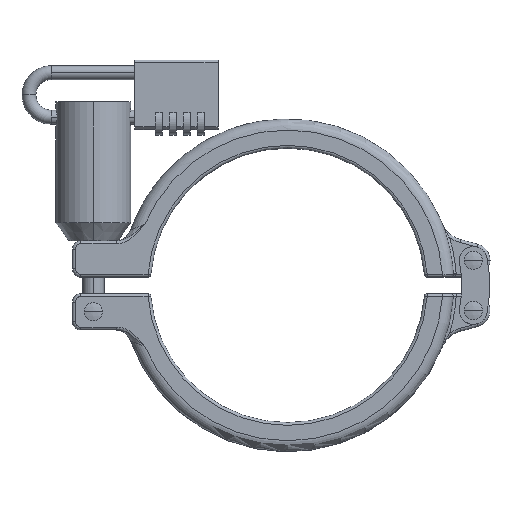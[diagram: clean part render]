
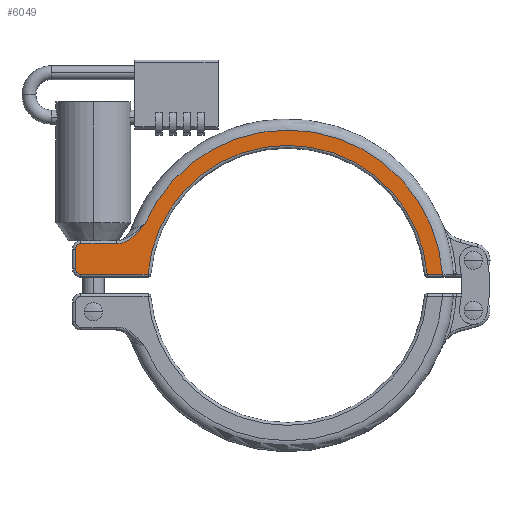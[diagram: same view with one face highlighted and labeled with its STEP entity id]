
A CAD part, top view. The second image highlights one B-rep face of the part: STEP entity #6049.
In plain terms, the highlighted planar face has unit normal (0, 0, 1).
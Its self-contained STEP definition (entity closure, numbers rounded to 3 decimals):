
#83 = LINE ( 'NONE', #1001, #2923 ) ;
#362 = CARTESIAN_POINT ( 'NONE',  ( -74.35, 6., 8.5 ) ) ;
#406 = CARTESIAN_POINT ( 'NONE',  ( 50.191, 4., 8.5 ) ) ;
#718 = DIRECTION ( 'NONE',  ( 1., 0., 0. ) ) ;
#820 = CARTESIAN_POINT ( 'NONE',  ( -52.701, 20.356, 8.5 ) ) ;
#967 = VERTEX_POINT ( 'NONE', #13898 ) ;
#1001 = CARTESIAN_POINT ( 'NONE',  ( 55.769, 4., 8.5 ) ) ;
#1044 = CARTESIAN_POINT ( 'NONE',  ( -58.681, 15.532, 8.5 ) ) ;
#1132 = ORIENTED_EDGE ( 'NONE', *, *, #1836, .T. ) ;
#1210 = FACE_OUTER_BOUND ( 'NONE', #7245, .T. ) ;
#1355 = DIRECTION ( 'NONE',  ( 1., 0., 0. ) ) ;
#1396 = AXIS2_PLACEMENT_3D ( 'NONE', #362, #10730, #4798 ) ;
#1488 = DIRECTION ( 'NONE',  ( 0., 0., 1. ) ) ;
#1604 = CARTESIAN_POINT ( 'NONE',  ( -76.35, 6., 8.5 ) ) ;
#1836 = EDGE_CURVE ( 'NONE', #11574, #10577, #6983, .T. ) ;
#2092 = CARTESIAN_POINT ( 'NONE',  ( -61.034, 15., 8.5 ) ) ;
#2375 = VERTEX_POINT ( 'NONE', #5374 ) ;
#2412 = EDGE_CURVE ( 'NONE', #9342, #3251, #83, .T. ) ;
#2565 = VERTEX_POINT ( 'NONE', #13371 ) ;
#2767 = ORIENTED_EDGE ( 'NONE', *, *, #5057, .T. ) ;
#2923 = VECTOR ( 'NONE', #13858, 1000. ) ;
#3141 = CARTESIAN_POINT ( 'NONE',  ( -51.675, 21.59, 8.5 ) ) ;
#3212 = EDGE_CURVE ( 'NONE', #2565, #11574, #13034, .T. ) ;
#3251 = VERTEX_POINT ( 'NONE', #8812 ) ;
#4044 = EDGE_CURVE ( 'NONE', #967, #9342, #11577, .T. ) ;
#4149 = AXIS2_PLACEMENT_3D ( 'NONE', #6431, #9731, #9650 ) ;
#4162 = EDGE_CURVE ( 'NONE', #13596, #2565, #12592, .T. ) ;
#4309 = CIRCLE ( 'NONE', #4794, 55.85 ) ;
#4339 = ORIENTED_EDGE ( 'NONE', *, *, #2412, .T. ) ;
#4794 = AXIS2_PLACEMENT_3D ( 'NONE', #11847, #1488, #7275 ) ;
#4798 = DIRECTION ( 'NONE',  ( 1., 0., 0. ) ) ;
#5057 = EDGE_CURVE ( 'NONE', #2375, #967, #14660, .T. ) ;
#5279 = ORIENTED_EDGE ( 'NONE', *, *, #4162, .T. ) ;
#5285 = DIRECTION ( 'NONE',  ( 1., 0., 0. ) ) ;
#5374 = CARTESIAN_POINT ( 'NONE',  ( -74.35, 4., 8.5 ) ) ;
#5419 = CARTESIAN_POINT ( 'NONE',  ( -60.5, 15.056, 8.5 ) ) ;
#5550 = ORIENTED_EDGE ( 'NONE', *, *, #14063, .T. ) ;
#5557 = ORIENTED_EDGE ( 'NONE', *, *, #11749, .T. ) ;
#5700 = CARTESIAN_POINT ( 'NONE',  ( -57.931, 15.837, 8.5 ) ) ;
#6010 = DIRECTION ( 'NONE',  ( 0., 0., 1. ) ) ;
#6049 = ADVANCED_FACE ( 'NONE', ( #1210 ), #12630, .T. ) ;
#6191 = CIRCLE ( 'NONE', #1396, 2. ) ;
#6431 = CARTESIAN_POINT ( 'NONE',  ( 0., 0., 8.5 ) ) ;
#6541 = CARTESIAN_POINT ( 'NONE',  ( -51.334, 22., 8.5 ) ) ;
#6704 = ORIENTED_EDGE ( 'NONE', *, *, #4044, .T. ) ;
#6834 = CARTESIAN_POINT ( 'NONE',  ( -56.536, 16.646, 8.5 ) ) ;
#6983 = LINE ( 'NONE', #12777, #8438 ) ;
#7245 = EDGE_LOOP ( 'NONE', ( #12966, #5550, #5279, #9637, #1132, #5557, #2767, #6704, #4339 ) ) ;
#7275 = DIRECTION ( 'NONE',  ( 1., 0., 0. ) ) ;
#7541 = AXIS2_PLACEMENT_3D ( 'NONE', #8345, #6010, #1355 ) ;
#7743 = B_SPLINE_CURVE_WITH_KNOTS ( 'NONE', 3,
 ( #6541, #3141, #7754, #820, #12543, #8792, #7899, #13599, #6834, #7827, #5700, #1044, #13678, #10278, #14822, #5419, #2092, #10060 ),
 .UNSPECIFIED., .F., .F.,
 ( 4, 2, 2, 2, 2, 2, 2, 2, 4 ),
 ( 0., 0.002, 0.003, 0.006, 0.008, 0.01, 0.01, 0.011, 0.013 ),
 .UNSPECIFIED. ) ;
#7754 = CARTESIAN_POINT ( 'NONE',  ( -52.016, 21.176, 8.5 ) ) ;
#7786 = CARTESIAN_POINT ( 'NONE',  ( -51.334, 22., 8.5 ) ) ;
#7827 = CARTESIAN_POINT ( 'NONE',  ( -57.453, 16.083, 8.5 ) ) ;
#7899 = CARTESIAN_POINT ( 'NONE',  ( -54.847, 17.984, 8.5 ) ) ;
#8345 = CARTESIAN_POINT ( 'NONE',  ( 0., 0., 8.5 ) ) ;
#8438 = VECTOR ( 'NONE', #11479, 1000. ) ;
#8792 = CARTESIAN_POINT ( 'NONE',  ( -54.107, 18.751, 8.5 ) ) ;
#8812 = CARTESIAN_POINT ( 'NONE',  ( 55.707, 4., 8.5 ) ) ;
#9041 = EDGE_CURVE ( 'NONE', #3251, #14873, #4309, .T. ) ;
#9342 = VERTEX_POINT ( 'NONE', #406 ) ;
#9429 = AXIS2_PLACEMENT_3D ( 'NONE', #12269, #9934, #5285 ) ;
#9637 = ORIENTED_EDGE ( 'NONE', *, *, #3212, .T. ) ;
#9650 = DIRECTION ( 'NONE',  ( 1., 0., 0. ) ) ;
#9731 = DIRECTION ( 'NONE',  ( 0., 0., -1. ) ) ;
#9934 = DIRECTION ( 'NONE',  ( 0., 0., 1. ) ) ;
#10033 = CARTESIAN_POINT ( 'NONE',  ( -49.259, 4., 8.5 ) ) ;
#10060 = CARTESIAN_POINT ( 'NONE',  ( -61.577, 15., 8.5 ) ) ;
#10278 = CARTESIAN_POINT ( 'NONE',  ( -59.453, 15.283, 8.5 ) ) ;
#10577 = VERTEX_POINT ( 'NONE', #1604 ) ;
#10730 = DIRECTION ( 'NONE',  ( 0., 0., 1. ) ) ;
#11047 = CARTESIAN_POINT ( 'NONE',  ( -61.577, 15., 8.5 ) ) ;
#11479 = DIRECTION ( 'NONE',  ( 0., -1., 0. ) ) ;
#11574 = VERTEX_POINT ( 'NONE', #12407 ) ;
#11577 = CIRCLE ( 'NONE', #4149, 50.35 ) ;
#11749 = EDGE_CURVE ( 'NONE', #10577, #2375, #6191, .T. ) ;
#11826 = VECTOR ( 'NONE', #12515, 1000. ) ;
#11847 = CARTESIAN_POINT ( 'NONE',  ( 0., 0., 8.5 ) ) ;
#12269 = CARTESIAN_POINT ( 'NONE',  ( -74.35, 13., 8.5 ) ) ;
#12407 = CARTESIAN_POINT ( 'NONE',  ( -76.35, 13., 8.5 ) ) ;
#12515 = DIRECTION ( 'NONE',  ( -1., 0., 0. ) ) ;
#12543 = CARTESIAN_POINT ( 'NONE',  ( -53.046, 19.949, 8.5 ) ) ;
#12592 = LINE ( 'NONE', #13722, #11826 ) ;
#12630 = PLANE ( 'NONE',  #7541 ) ;
#12777 = CARTESIAN_POINT ( 'NONE',  ( -76.35, 6., 8.5 ) ) ;
#12966 = ORIENTED_EDGE ( 'NONE', *, *, #9041, .T. ) ;
#13034 = CIRCLE ( 'NONE', #9429, 2. ) ;
#13371 = CARTESIAN_POINT ( 'NONE',  ( -74.35, 15., 8.5 ) ) ;
#13546 = VECTOR ( 'NONE', #718, 1000. ) ;
#13596 = VERTEX_POINT ( 'NONE', #11047 ) ;
#13599 = CARTESIAN_POINT ( 'NONE',  ( -56.094, 16.965, 8.5 ) ) ;
#13678 = CARTESIAN_POINT ( 'NONE',  ( -58.937, 15.44, 8.5 ) ) ;
#13722 = CARTESIAN_POINT ( 'NONE',  ( -74.35, 15., 8.5 ) ) ;
#13858 = DIRECTION ( 'NONE',  ( 1., 0., 0. ) ) ;
#13898 = CARTESIAN_POINT ( 'NONE',  ( -50.191, 4., 8.5 ) ) ;
#14063 = EDGE_CURVE ( 'NONE', #14873, #13596, #7743, .T. ) ;
#14660 = LINE ( 'NONE', #10033, #13546 ) ;
#14822 = CARTESIAN_POINT ( 'NONE',  ( -59.713, 15.217, 8.5 ) ) ;
#14873 = VERTEX_POINT ( 'NONE', #7786 ) ;
